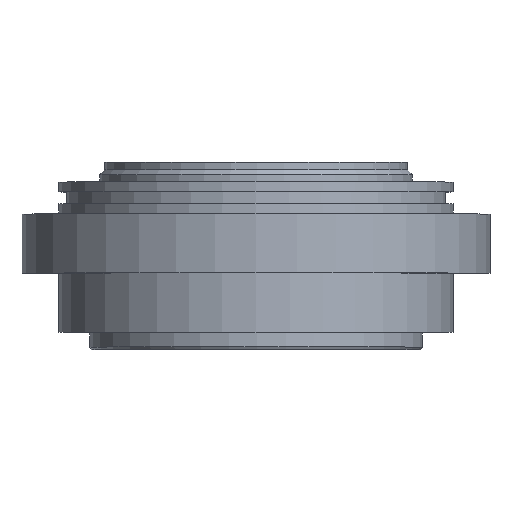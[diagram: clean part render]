
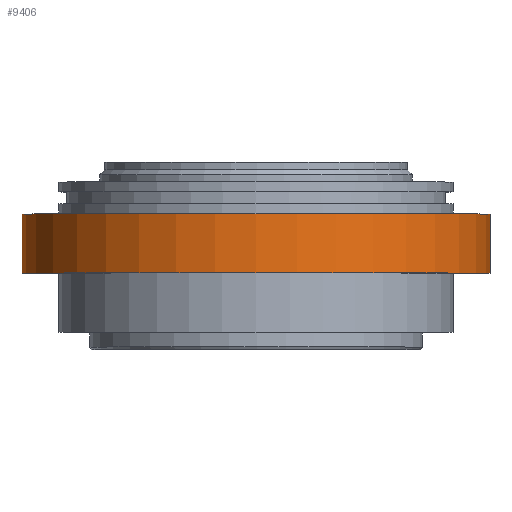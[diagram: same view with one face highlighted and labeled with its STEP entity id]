
A CAD part, top view. The second image highlights one B-rep face of the part: STEP entity #9406.
In plain terms, the highlighted cylindrical face has radius 95 mm (diameter 190 mm), a full revolution.
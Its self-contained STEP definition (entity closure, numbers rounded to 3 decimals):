
#444=LINE('',#15146,#683);
#683=VECTOR('',#11821,95.);
#922=CYLINDRICAL_SURFACE('',#10231,95.);
#1258=FACE_OUTER_BOUND('',#1780,.T.);
#1780=EDGE_LOOP('',(#6132,#6133,#6134,#6135,#6136,#6137));
#2391=CIRCLE('',#10189,95.);
#2392=CIRCLE('',#10190,95.);
#2433=CIRCLE('',#10232,95.);
#2434=CIRCLE('',#10233,95.);
#3380=VERTEX_POINT('',#15060);
#3381=VERTEX_POINT('',#15061);
#3422=VERTEX_POINT('',#15145);
#3423=VERTEX_POINT('',#15147);
#4598=EDGE_CURVE('',#3380,#3381,#2391,.T.);
#4599=EDGE_CURVE('',#3381,#3380,#2392,.T.);
#4640=EDGE_CURVE('',#3381,#3422,#444,.T.);
#4641=EDGE_CURVE('',#3422,#3423,#2433,.T.);
#4642=EDGE_CURVE('',#3423,#3422,#2434,.T.);
#6132=ORIENTED_EDGE('',*,*,#4598,.F.);
#6133=ORIENTED_EDGE('',*,*,#4599,.F.);
#6134=ORIENTED_EDGE('',*,*,#4640,.T.);
#6135=ORIENTED_EDGE('',*,*,#4641,.T.);
#6136=ORIENTED_EDGE('',*,*,#4642,.T.);
#6137=ORIENTED_EDGE('',*,*,#4640,.F.);
#9406=ADVANCED_FACE('',(#1258),#922,.T.);
#10189=AXIS2_PLACEMENT_3D('',#15062,#11735,#11736);
#10190=AXIS2_PLACEMENT_3D('',#15063,#11737,#11738);
#10231=AXIS2_PLACEMENT_3D('',#15144,#11819,#11820);
#10232=AXIS2_PLACEMENT_3D('',#15148,#11822,#11823);
#10233=AXIS2_PLACEMENT_3D('',#15149,#11824,#11825);
#11735=DIRECTION('center_axis',(0.,1.,0.));
#11736=DIRECTION('ref_axis',(0.,0.,1.));
#11737=DIRECTION('center_axis',(0.,1.,0.));
#11738=DIRECTION('ref_axis',(0.,0.,1.));
#11819=DIRECTION('center_axis',(0.,1.,0.));
#11820=DIRECTION('ref_axis',(0.,0.,1.));
#11821=DIRECTION('',(0.,-1.,0.));
#11822=DIRECTION('center_axis',(0.,1.,0.));
#11823=DIRECTION('ref_axis',(0.,0.,1.));
#11824=DIRECTION('center_axis',(0.,1.,0.));
#11825=DIRECTION('ref_axis',(0.,0.,1.));
#15060=CARTESIAN_POINT('',(0.,104.563,244.01));
#15061=CARTESIAN_POINT('',(0.,104.563,54.01));
#15062=CARTESIAN_POINT('Origin',(0.,104.563,
149.01));
#15063=CARTESIAN_POINT('Origin',(0.,104.563,
149.01));
#15144=CARTESIAN_POINT('Origin',(0.,129.392,
149.01));
#15145=CARTESIAN_POINT('',(0.,80.563,54.01));
#15146=CARTESIAN_POINT('',(0.,129.392,54.01));
#15147=CARTESIAN_POINT('',(0.,80.563,244.01));
#15148=CARTESIAN_POINT('Origin',(0.,80.563,
149.01));
#15149=CARTESIAN_POINT('Origin',(0.,80.563,
149.01));
